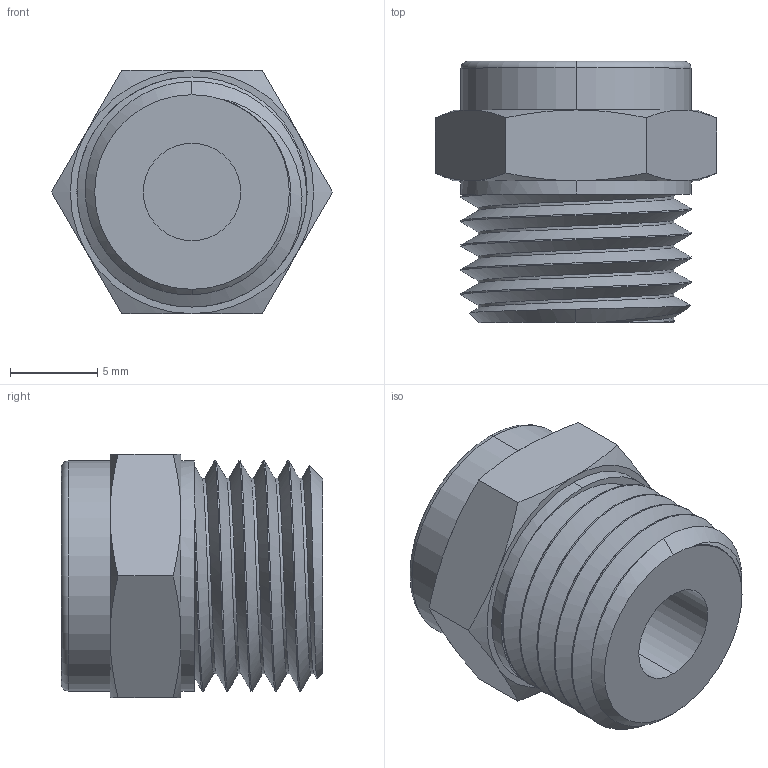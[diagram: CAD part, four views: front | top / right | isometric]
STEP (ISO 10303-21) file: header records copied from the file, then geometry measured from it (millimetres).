
FILE_DESCRIPTION (( 'STEP AP203' ), '1' );
FILE_NAME ('SBF-14R.step', '2016-02-15T20:18:57', ( '' ), ( '' ), 'SwSTEP 2.0', 'SolidWorks 2015', '' );
FILE_SCHEMA (( 'CONFIG_CONTROL_DESIGN' ));
Length unit declared in the file: inch
Products named in the file (1): SBF-14R
Bounding box: 16.13 x 14.99 x 13.97 mm (x, y, z)
Volume: 1750.3 mm3; surface area: 1340 mm2
Topology: 1 solids, 1 shells, 46 faces, 109 edges, 68 vertices
Faces by surface type: cylinder 15, cone 14, plane 12, bspline 3, torus 2
Entity records: 2556 total; most frequent: CARTESIAN_POINT 1530, ORIENTED_EDGE 218, DIRECTION 175, EDGE_CURVE 109, AXIS2_PLACEMENT_3D 76, VERTEX_POINT 68, EDGE_LOOP 49, FACE_OUTER_BOUND 46
